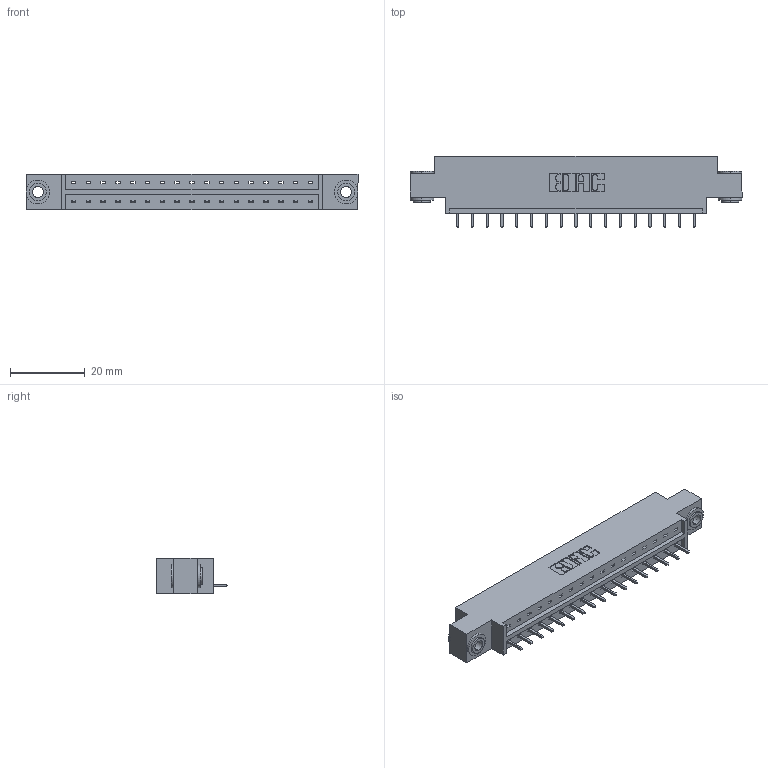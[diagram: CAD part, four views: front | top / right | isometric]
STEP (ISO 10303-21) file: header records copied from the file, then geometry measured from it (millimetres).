
FILE_DESCRIPTION (( 'STEP AP203' ), '1' );
FILE_NAME ('833-017-521-603.STEP', '2020-05-31T19:43:24', ( '' ), ( '' ), 'SwSTEP 2.0', 'SolidWorks 2020', '' );
FILE_SCHEMA (( 'CONFIG_CONTROL_DESIGN' ));
Length unit declared in the file: inch
Products named in the file (4): 345-292-001_345-293-121; 833-017-521-603; 345-250-002_345-250-002-102; 833 Part_Offset - .156 Dia - TH
Assembly tree (20 placements, depth 2):
  833-017-521-603
    833 Part_Offset - .156 Dia - TH
    345-292-001_345-293-121  x17
    345-250-002_345-250-002-102  x2
Bounding box: 88.9 x 19.06 x 9.4 mm (x, y, z)
Volume: 8474.1 mm3; surface area: 9230.1 mm2
Topology: 20 solids, 20 shells, 1142 faces, 3391 edges, 2234 vertices
Faces by surface type: plane 798, cylinder 336, cone 8
Entity records: 14426 total; most frequent: CARTESIAN_POINT 2472, ORIENTED_EDGE 2418, DIRECTION 2169, EDGE_CURVE 1209, VECTOR 1057, LINE 1057, VERTEX_POINT 802, AXIS2_PLACEMENT_3D 556
